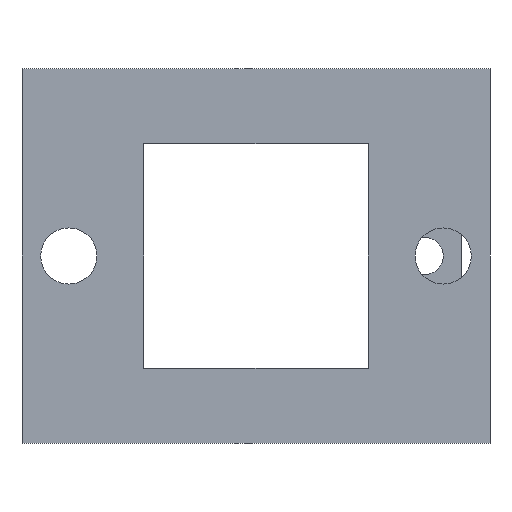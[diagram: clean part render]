
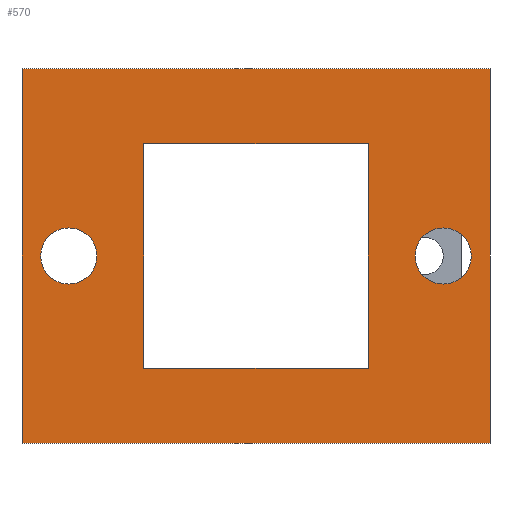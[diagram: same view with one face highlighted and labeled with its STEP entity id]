
A CAD part, left-side view. The second image highlights one B-rep face of the part: STEP entity #570.
In plain terms, the highlighted planar face has unit normal (-1, 0, 0).
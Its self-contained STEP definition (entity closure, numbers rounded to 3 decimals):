
#1=DIRECTION('',(0.,0.,1.));
#2=VECTOR('',#1,40.);
#3=CARTESIAN_POINT('',(-1.,25.,-20.));
#4=LINE('',#3,#2);
#5=DIRECTION('',(0.,-1.,0.));
#6=VECTOR('',#5,50.);
#7=CARTESIAN_POINT('',(-1.,25.,20.));
#8=LINE('',#7,#6);
#9=DIRECTION('',(0.,0.,-1.));
#10=VECTOR('',#9,40.);
#11=CARTESIAN_POINT('',(-1.,-25.,20.));
#12=LINE('',#11,#10);
#13=DIRECTION('',(0.,1.,0.));
#14=VECTOR('',#13,50.);
#15=CARTESIAN_POINT('',(-1.,-25.,-20.));
#16=LINE('',#15,#14);
#17=DIRECTION('',(0.,-1.,0.));
#18=VECTOR('',#17,24.);
#19=CARTESIAN_POINT('',(-1.,12.,12.));
#20=LINE('',#19,#18);
#21=DIRECTION('',(0.,0.,1.));
#22=VECTOR('',#21,24.);
#23=CARTESIAN_POINT('',(-1.,12.,-12.));
#24=LINE('',#23,#22);
#25=DIRECTION('',(0.,1.,0.));
#26=VECTOR('',#25,24.);
#27=CARTESIAN_POINT('',(-1.,-12.,-12.));
#28=LINE('',#27,#26);
#29=DIRECTION('',(0.,0.,-1.));
#30=VECTOR('',#29,24.);
#31=CARTESIAN_POINT('',(-1.,-12.,12.));
#32=LINE('',#31,#30);
#33=CARTESIAN_POINT('',(-1.,20.,0.));
#34=DIRECTION('',(1.,0.,0.));
#35=DIRECTION('',(0.,0.,-1.));
#36=AXIS2_PLACEMENT_3D('',#33,#34,#35);
#38=CARTESIAN_POINT('',(-1.,20.,0.));
#39=DIRECTION('',(1.,0.,0.));
#40=DIRECTION('',(0.,0.,1.));
#41=AXIS2_PLACEMENT_3D('',#38,#39,#40);
#43=CARTESIAN_POINT('',(-1.,-20.,0.));
#44=DIRECTION('',(-1.,0.,0.));
#45=DIRECTION('',(0.,0.,-1.));
#46=AXIS2_PLACEMENT_3D('',#43,#44,#45);
#48=CARTESIAN_POINT('',(-1.,-20.,0.));
#49=DIRECTION('',(-1.,0.,0.));
#50=DIRECTION('',(0.,0.,1.));
#51=AXIS2_PLACEMENT_3D('',#48,#49,#50);
#405=CARTESIAN_POINT('',(-1.,25.,-20.));
#406=CARTESIAN_POINT('',(-1.,25.,20.));
#407=VERTEX_POINT('',#405);
#408=VERTEX_POINT('',#406);
#409=CARTESIAN_POINT('',(-1.,-25.,20.));
#410=VERTEX_POINT('',#409);
#411=CARTESIAN_POINT('',(-1.,-25.,-20.));
#412=VERTEX_POINT('',#411);
#449=CARTESIAN_POINT('',(-1.,12.,12.));
#450=CARTESIAN_POINT('',(-1.,-12.,12.));
#451=VERTEX_POINT('',#449);
#452=VERTEX_POINT('',#450);
#453=CARTESIAN_POINT('',(-1.,-12.,-12.));
#454=VERTEX_POINT('',#453);
#455=CARTESIAN_POINT('',(-1.,12.,-12.));
#456=VERTEX_POINT('',#455);
#457=CARTESIAN_POINT('',(-1.,20.,-3.));
#458=CARTESIAN_POINT('',(-1.,20.,3.));
#459=VERTEX_POINT('',#457);
#460=VERTEX_POINT('',#458);
#466=CARTESIAN_POINT('',(-1.,-20.,-3.));
#468=VERTEX_POINT('',#466);
#470=CARTESIAN_POINT('',(-1.,-20.,3.));
#472=VERTEX_POINT('',#470);
#533=CARTESIAN_POINT('',(-1.,0.,0.));
#534=DIRECTION('',(1.,0.,0.));
#535=DIRECTION('',(0.,0.,-1.));
#536=AXIS2_PLACEMENT_3D('',#533,#534,#535);
#537=PLANE('',#536);
#539=ORIENTED_EDGE('',*,*,#538,.T.);
#541=ORIENTED_EDGE('',*,*,#540,.T.);
#543=ORIENTED_EDGE('',*,*,#542,.T.);
#545=ORIENTED_EDGE('',*,*,#544,.T.);
#546=EDGE_LOOP('',(#539,#541,#543,#545));
#547=FACE_OUTER_BOUND('',#546,.F.);
#549=ORIENTED_EDGE('',*,*,#548,.F.);
#551=ORIENTED_EDGE('',*,*,#550,.F.);
#553=ORIENTED_EDGE('',*,*,#552,.F.);
#555=ORIENTED_EDGE('',*,*,#554,.F.);
#556=EDGE_LOOP('',(#549,#551,#553,#555));
#557=FACE_BOUND('',#556,.F.);
#559=ORIENTED_EDGE('',*,*,#558,.F.);
#561=ORIENTED_EDGE('',*,*,#560,.F.);
#562=EDGE_LOOP('',(#559,#561));
#563=FACE_BOUND('',#562,.F.);
#565=ORIENTED_EDGE('',*,*,#564,.T.);
#567=ORIENTED_EDGE('',*,*,#566,.T.);
#568=EDGE_LOOP('',(#565,#567));
#569=FACE_BOUND('',#568,.F.);
#570=ADVANCED_FACE('',(#547,#557,#563,#569),#537,.F.);
#37=CIRCLE('',#36,3.);
#42=CIRCLE('',#41,3.);
#47=CIRCLE('',#46,3.);
#52=CIRCLE('',#51,3.);
#538=EDGE_CURVE('',#407,#408,#4,.T.);
#540=EDGE_CURVE('',#408,#410,#8,.T.);
#542=EDGE_CURVE('',#410,#412,#12,.T.);
#544=EDGE_CURVE('',#412,#407,#16,.T.);
#548=EDGE_CURVE('',#451,#452,#20,.T.);
#550=EDGE_CURVE('',#456,#451,#24,.T.);
#552=EDGE_CURVE('',#454,#456,#28,.T.);
#554=EDGE_CURVE('',#452,#454,#32,.T.);
#558=EDGE_CURVE('',#459,#460,#37,.T.);
#560=EDGE_CURVE('',#460,#459,#42,.T.);
#564=EDGE_CURVE('',#468,#472,#47,.T.);
#566=EDGE_CURVE('',#472,#468,#52,.T.);
